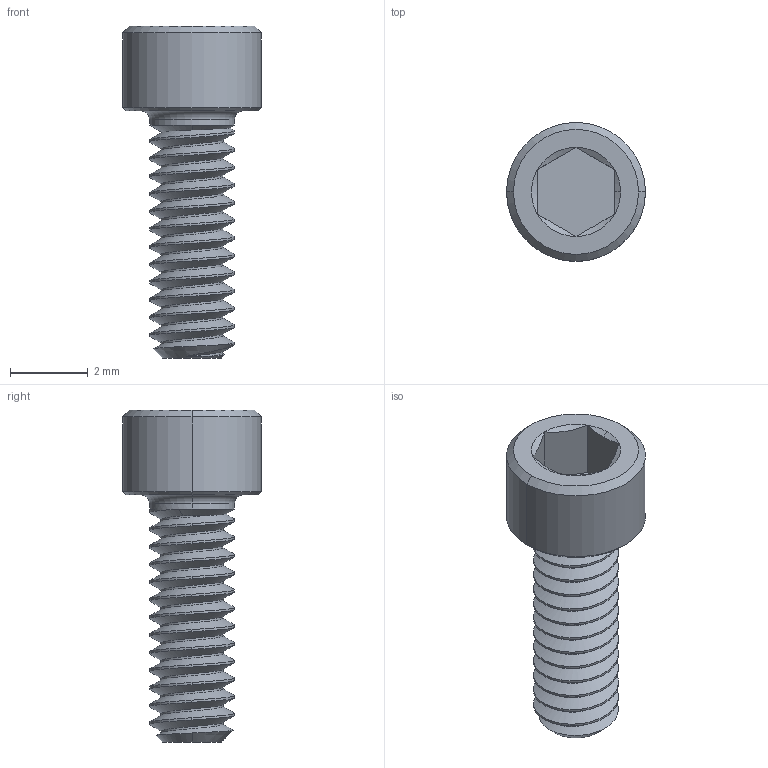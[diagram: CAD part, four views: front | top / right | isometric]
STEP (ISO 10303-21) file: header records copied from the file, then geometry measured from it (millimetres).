
FILE_DESCRIPTION (( 'STEP AP203' ), '1' );
FILE_NAME ('92196A077_18-8 Stainless Steel Socket Head Screw.STEP', '2023-02-01T16:10:44', ( 'Administrator' ), ( 'Managed by Terraform' ), 'SwSTEP 2.0', 'SolidWorks 2017', '' );
FILE_SCHEMA (( 'CONFIG_CONTROL_DESIGN' ));
Length unit declared in the file: inch
Products named in the file (1): 92196A077_18-8 Stainless Steel Socket Head Screw
Bounding box: 3.57 x 3.57 x 8.53 mm (x, y, z)
Volume: 34.9 mm3; surface area: 114.5 mm2
Topology: 1 solids, 1 shells, 60 faces, 149 edges, 93 vertices
Faces by surface type: cylinder 29, cone 16, plane 10, bspline 3, torus 2
Entity records: 3533 total; most frequent: CARTESIAN_POINT 2213, ORIENTED_EDGE 298, DIRECTION 224, EDGE_CURVE 149, VERTEX_POINT 93, AXIS2_PLACEMENT_3D 87, EDGE_LOOP 62, FACE_OUTER_BOUND 60
